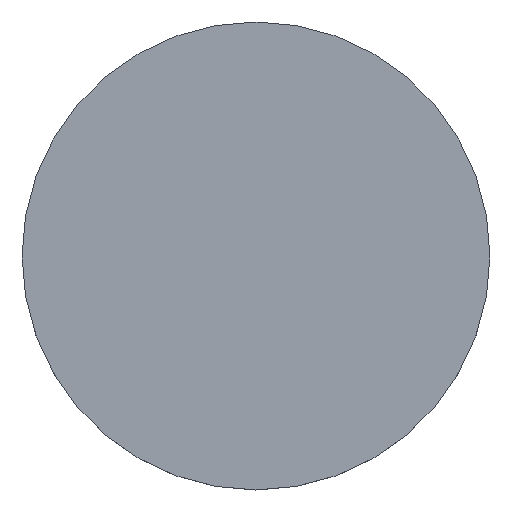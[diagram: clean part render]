
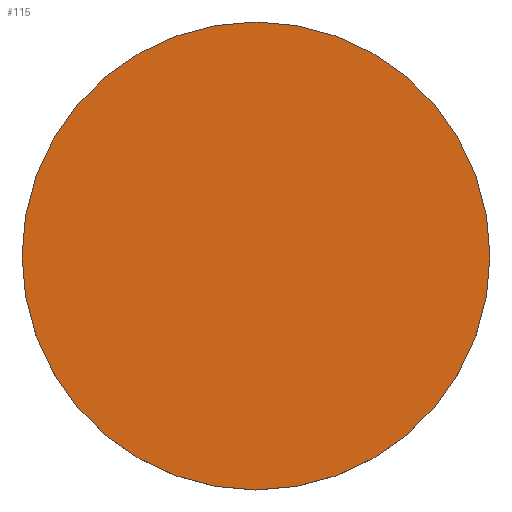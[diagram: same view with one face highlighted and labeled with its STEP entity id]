
A CAD part, top view. The second image highlights one B-rep face of the part: STEP entity #115.
In plain terms, the highlighted planar face has unit normal (0, 0, 1).
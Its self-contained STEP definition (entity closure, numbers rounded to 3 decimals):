
#16 = DIRECTION ( 'NONE',  ( 1., 0., 0. ) ) ;
#20 = VERTEX_POINT ( 'NONE', #99 ) ;
#34 = CIRCLE ( 'NONE', #106, 25.4 ) ;
#53 = PLANE ( 'NONE',  #152 ) ;
#65 = VERTEX_POINT ( 'NONE', #192 ) ;
#81 = FACE_OUTER_BOUND ( 'NONE', #88, .T. ) ;
#88 = EDGE_LOOP ( 'NONE', ( #215, #214 ) ) ;
#89 = EDGE_CURVE ( 'NONE', #20, #65, #160, .T. ) ;
#99 = CARTESIAN_POINT ( 'NONE',  ( 25.4, 0., 5. ) ) ;
#103 = AXIS2_PLACEMENT_3D ( 'NONE', #217, #138, #123 ) ;
#104 = DIRECTION ( 'NONE',  ( 0., 0., -1. ) ) ;
#106 = AXIS2_PLACEMENT_3D ( 'NONE', #183, #104, #216 ) ;
#115 = ADVANCED_FACE ( 'NONE', ( #81 ), #53, .T. ) ;
#123 = DIRECTION ( 'NONE',  ( 1., 0., 0. ) ) ;
#131 = EDGE_CURVE ( 'NONE', #65, #20, #34, .T. ) ;
#138 = DIRECTION ( 'NONE',  ( 0., 0., -1. ) ) ;
#152 = AXIS2_PLACEMENT_3D ( 'NONE', #218, #180, #16 ) ;
#160 = CIRCLE ( 'NONE', #103, 25.4 ) ;
#180 = DIRECTION ( 'NONE',  ( 0., 0., 1. ) ) ;
#183 = CARTESIAN_POINT ( 'NONE',  ( 0., 0., 5. ) ) ;
#192 = CARTESIAN_POINT ( 'NONE',  ( -25.4, 0., 5. ) ) ;
#214 = ORIENTED_EDGE ( 'NONE', *, *, #131, .F. ) ;
#215 = ORIENTED_EDGE ( 'NONE', *, *, #89, .F. ) ;
#216 = DIRECTION ( 'NONE',  ( 1., 0., 0. ) ) ;
#217 = CARTESIAN_POINT ( 'NONE',  ( 0., 0., 5. ) ) ;
#218 = CARTESIAN_POINT ( 'NONE',  ( 0., 52.02, 5. ) ) ;
